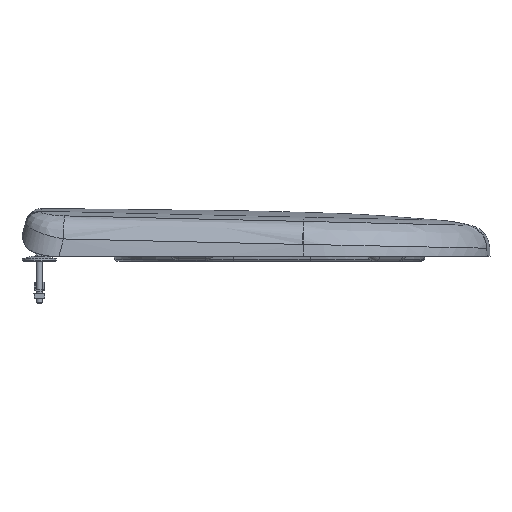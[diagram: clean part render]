
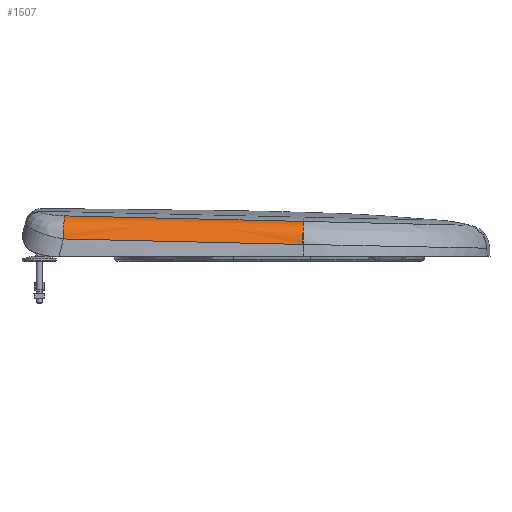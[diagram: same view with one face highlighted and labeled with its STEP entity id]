
A CAD part, left-side view. The second image highlights one B-rep face of the part: STEP entity #1507.
In plain terms, the highlighted free-form (B-spline) face has degree [3, 3] with [12, 4] control points.
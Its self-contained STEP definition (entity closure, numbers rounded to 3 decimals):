
#282=B_SPLINE_SURFACE_WITH_KNOTS('',3,3,((#42643,#42644,#42645,#42646),
(#42647,#42648,#42649,#42650),(#42651,#42652,#42653,#42654),(#42655,#42656,
#42657,#42658),(#42659,#42660,#42661,#42662),(#42663,#42664,#42665,#42666),
(#42667,#42668,#42669,#42670),(#42671,#42672,#42673,#42674),(#42675,#42676,
#42677,#42678),(#42679,#42680,#42681,#42682),(#42683,#42684,#42685,#42686),
(#42687,#42688,#42689,#42690)),.UNSPECIFIED.,.F.,.F.,.F.,(4,2,2,2,2,4),
(4,4),(0.,0.25,0.5,0.75,0.875,1.),(0.,1.),.UNSPECIFIED.);
#582=B_SPLINE_CURVE_WITH_KNOTS('',3,(#42331,#42332,#42333,#42334,#42335,
#42336),.UNSPECIFIED.,.F.,.F.,(4,2,4),(0.,0.5,1.),.UNSPECIFIED.);
#585=B_SPLINE_CURVE_WITH_KNOTS('',3,(#42635,#42636,#42637,#42638),
 .UNSPECIFIED.,.F.,.F.,(4,4),(0.,1.),.UNSPECIFIED.);
#586=B_SPLINE_CURVE_WITH_KNOTS('',3,(#42639,#42640,#42641,#42642),
 .UNSPECIFIED.,.F.,.F.,(4,4),(0.,1.),.UNSPECIFIED.);
#1507=ADVANCED_FACE('NONE',(#2264),#282,.T.);
#2264=FACE_OUTER_BOUND('',#2907,.T.);
#2907=EDGE_LOOP('',(#5896,#5897,#5898,#5899));
#3171=ELLIPSE('',#10855,39.655,29.537);
#5896=ORIENTED_EDGE('',*,*,#8891,.T.);
#5897=ORIENTED_EDGE('',*,*,#8892,.F.);
#5898=ORIENTED_EDGE('',*,*,#8888,.F.);
#5899=ORIENTED_EDGE('',*,*,#8893,.F.);
#7560=VERTEX_POINT('',#42337);
#7561=VERTEX_POINT('',#42338);
#7562=VERTEX_POINT('',#42633);
#7563=VERTEX_POINT('',#42634);
#8888=EDGE_CURVE('NONE',#7560,#7561,#582,.T.);
#8891=EDGE_CURVE('NONE',#7562,#7563,#3171,.T.);
#8892=EDGE_CURVE('NONE',#7561,#7563,#585,.T.);
#8893=EDGE_CURVE('NONE',#7562,#7560,#586,.T.);
#10855=AXIS2_PLACEMENT_3D('',#42632,#12723,#12724);
#12723=DIRECTION('',(-0.002,1.,0.023));
#12724=DIRECTION('',(-0.763,-0.016,0.647));
#42331=CARTESIAN_POINT('',(-184.343,-22.954,21.454));
#42332=CARTESIAN_POINT('',(-184.025,-23.079,26.68));
#42333=CARTESIAN_POINT('',(-182.174,-23.225,31.777));
#42334=CARTESIAN_POINT('',(-175.536,-23.506,39.586));
#42335=CARTESIAN_POINT('',(-170.803,-23.64,42.235));
#42336=CARTESIAN_POINT('',(-165.697,-23.745,43.391));
#42337=CARTESIAN_POINT('',(-184.343,-22.954,21.454));
#42338=CARTESIAN_POINT('',(-165.697,-23.745,43.391));
#42632=CARTESIAN_POINT('',(-150.172,-250.325,4.785));
#42633=CARTESIAN_POINT('',(-185.891,-250.65,16.222));
#42634=CARTESIAN_POINT('',(-167.296,-251.123,38.144));
#42635=CARTESIAN_POINT('',(-165.697,-23.745,43.391));
#42636=CARTESIAN_POINT('',(-166.847,-97.405,41.69));
#42637=CARTESIAN_POINT('',(-167.41,-175.235,39.896));
#42638=CARTESIAN_POINT('',(-167.296,-251.123,38.144));
#42639=CARTESIAN_POINT('',(-185.891,-250.65,16.222));
#42640=CARTESIAN_POINT('',(-186.023,-174.748,17.966));
#42641=CARTESIAN_POINT('',(-185.507,-98.845,19.71));
#42642=CARTESIAN_POINT('',(-184.343,-22.954,21.454));
#42643=CARTESIAN_POINT('',(-165.492,-22.384,43.464));
#42644=CARTESIAN_POINT('',(-166.68,-98.624,41.705));
#42645=CARTESIAN_POINT('',(-167.228,-174.874,39.946));
#42646=CARTESIAN_POINT('',(-167.112,-251.123,38.186));
#42647=CARTESIAN_POINT('',(-168.076,-22.331,42.879));
#42648=CARTESIAN_POINT('',(-169.262,-98.585,41.118));
#42649=CARTESIAN_POINT('',(-169.808,-174.85,39.357));
#42650=CARTESIAN_POINT('',(-169.691,-251.114,37.596));
#42651=CARTESIAN_POINT('',(-170.582,-22.271,41.965));
#42652=CARTESIAN_POINT('',(-171.766,-98.54,40.202));
#42653=CARTESIAN_POINT('',(-172.31,-174.819,38.44));
#42654=CARTESIAN_POINT('',(-172.19,-251.097,36.677));
#42655=CARTESIAN_POINT('',(-175.121,-22.141,39.362));
#42656=CARTESIAN_POINT('',(-176.301,-98.436,37.598));
#42657=CARTESIAN_POINT('',(-176.84,-174.741,35.834));
#42658=CARTESIAN_POINT('',(-176.716,-251.045,34.07));
#42659=CARTESIAN_POINT('',(-177.155,-22.071,37.689));
#42660=CARTESIAN_POINT('',(-178.333,-98.378,35.925));
#42661=CARTESIAN_POINT('',(-178.87,-174.695,34.162));
#42662=CARTESIAN_POINT('',(-178.743,-251.01,32.398));
#42663=CARTESIAN_POINT('',(-180.514,-21.928,33.738));
#42664=CARTESIAN_POINT('',(-181.688,-98.254,31.975));
#42665=CARTESIAN_POINT('',(-182.222,-174.59,30.214));
#42666=CARTESIAN_POINT('',(-182.091,-250.925,28.451));
#42667=CARTESIAN_POINT('',(-181.837,-21.855,31.461));
#42668=CARTESIAN_POINT('',(-183.01,-98.189,29.7));
#42669=CARTESIAN_POINT('',(-183.542,-174.533,27.94));
#42670=CARTESIAN_POINT('',(-183.41,-250.875,26.178));
#42671=CARTESIAN_POINT('',(-183.215,-21.75,27.787));
#42672=CARTESIAN_POINT('',(-184.387,-98.091,26.028));
#42673=CARTESIAN_POINT('',(-184.918,-174.443,24.27));
#42674=CARTESIAN_POINT('',(-184.784,-250.793,22.511));
#42675=CARTESIAN_POINT('',(-183.574,-21.715,26.519));
#42676=CARTESIAN_POINT('',(-184.746,-98.059,24.762));
#42677=CARTESIAN_POINT('',(-185.277,-174.412,23.004));
#42678=CARTESIAN_POINT('',(-185.143,-250.765,21.246));
#42679=CARTESIAN_POINT('',(-184.097,-21.647,23.936));
#42680=CARTESIAN_POINT('',(-185.269,-97.994,22.18));
#42681=CARTESIAN_POINT('',(-185.8,-174.351,20.424));
#42682=CARTESIAN_POINT('',(-185.666,-250.706,18.668));
#42683=CARTESIAN_POINT('',(-184.253,-21.615,22.619));
#42684=CARTESIAN_POINT('',(-185.424,-97.962,20.864));
#42685=CARTESIAN_POINT('',(-185.955,-174.32,19.109));
#42686=CARTESIAN_POINT('',(-185.821,-250.676,17.354));
#42687=CARTESIAN_POINT('',(-184.333,-21.583,21.297));
#42688=CARTESIAN_POINT('',(-185.505,-97.931,19.543));
#42689=CARTESIAN_POINT('',(-186.036,-174.289,17.789));
#42690=CARTESIAN_POINT('',(-185.902,-250.646,16.034));
